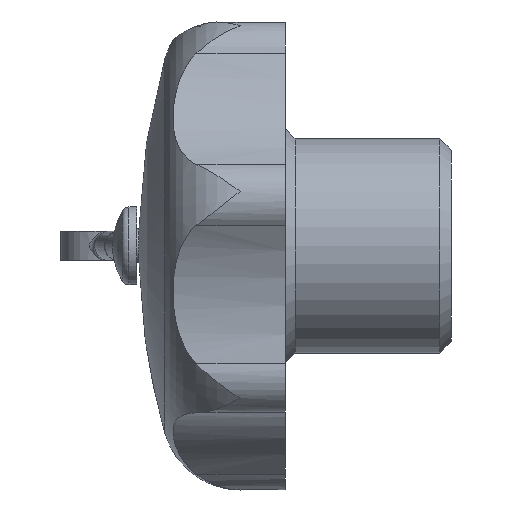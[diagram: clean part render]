
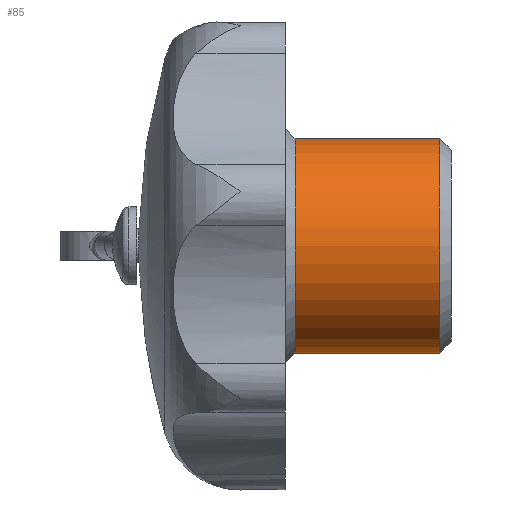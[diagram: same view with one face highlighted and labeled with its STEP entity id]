
A CAD part, left-side view. The second image highlights one B-rep face of the part: STEP entity #85.
In plain terms, the highlighted cylindrical face has radius 11 mm (diameter 22 mm), a full revolution.
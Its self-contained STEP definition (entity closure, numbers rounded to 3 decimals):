
#85 = ADVANCED_FACE( '', ( #219, #220 ), #221, .T. );
#219 = FACE_OUTER_BOUND( '', #417, .T. );
#220 = FACE_OUTER_BOUND( '', #418, .T. );
#221 = CYLINDRICAL_SURFACE( '', #419, 11. );
#417 = EDGE_LOOP( '', ( #616 ) );
#418 = EDGE_LOOP( '', ( #617 ) );
#419 = AXIS2_PLACEMENT_3D( '', #618, #619, #620 );
#616 = ORIENTED_EDGE( '', *, *, #1102, .F. );
#617 = ORIENTED_EDGE( '', *, *, #1103, .T. );
#618 = CARTESIAN_POINT( '', ( 0., 0., 0. ) );
#619 = DIRECTION( '', ( 0., 1., 0. ) );
#620 = DIRECTION( '', ( 0., 0., -1. ) );
#1102 = EDGE_CURVE( '', #1297, #1297, #1298, .T. );
#1103 = EDGE_CURVE( '', #1299, #1299, #1300, .T. );
#1297 = VERTEX_POINT( '', #1612 );
#1298 = CIRCLE( '', #1613, 11. );
#1299 = VERTEX_POINT( '', #1614 );
#1300 = CIRCLE( '', #1615, 11. );
#1612 = CARTESIAN_POINT( '', ( 0., 1.2, -11. ) );
#1613 = AXIS2_PLACEMENT_3D( '', #2383, #2384, #2385 );
#1614 = CARTESIAN_POINT( '', ( 0., 16., -11. ) );
#1615 = AXIS2_PLACEMENT_3D( '', #2386, #2387, #2388 );
#2383 = CARTESIAN_POINT( '', ( 0., 1.2, 0. ) );
#2384 = DIRECTION( '', ( 0., -1., 0. ) );
#2385 = DIRECTION( '', ( 0., 0., -1. ) );
#2386 = CARTESIAN_POINT( '', ( 0., 16., 0. ) );
#2387 = DIRECTION( '', ( 0., -1., 0. ) );
#2388 = DIRECTION( '', ( 0., 0., -1. ) );
